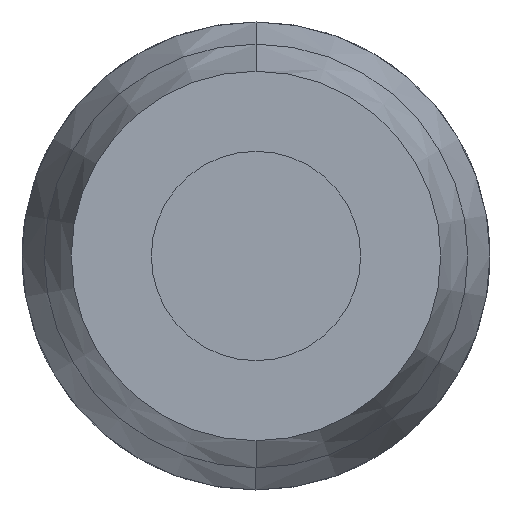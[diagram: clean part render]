
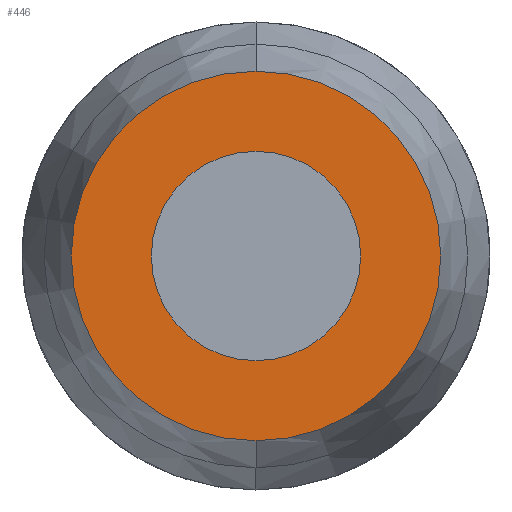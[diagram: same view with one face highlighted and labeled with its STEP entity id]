
A CAD part, front view. The second image highlights one B-rep face of the part: STEP entity #446.
In plain terms, the highlighted planar face has unit normal (0, -1, 0).
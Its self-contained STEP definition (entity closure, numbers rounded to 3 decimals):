
#269 = VERTEX_POINT ( 'NONE', #6125 ) ;
#434 = DIRECTION ( 'NONE',  ( 0., -1., 0. ) ) ;
#446 = ADVANCED_FACE ( 'NONE', ( #3882, #2499 ), #3784, .T. ) ;
#452 = DIRECTION ( 'NONE',  ( 0., 0., -1. ) ) ;
#874 = CARTESIAN_POINT ( 'NONE',  ( 0., -43., 0. ) ) ;
#1158 = DIRECTION ( 'NONE',  ( 0., 0., -1. ) ) ;
#1337 = ORIENTED_EDGE ( 'NONE', *, *, #3654, .F. ) ;
#1404 = DIRECTION ( 'NONE',  ( 0., 0., -1. ) ) ;
#2189 = DIRECTION ( 'NONE',  ( 0., 0., 1. ) ) ;
#2403 = CIRCLE ( 'NONE', #5896, 7.5 ) ;
#2481 = DIRECTION ( 'NONE',  ( 0., 1., 0. ) ) ;
#2499 = FACE_BOUND ( 'NONE', #5877, .T. ) ;
#2721 = VERTEX_POINT ( 'NONE', #4208 ) ;
#3391 = EDGE_CURVE ( 'NONE', #2721, #4841, #5279, .T. ) ;
#3394 = CARTESIAN_POINT ( 'NONE',  ( 0., -43., 0. ) ) ;
#3478 = ORIENTED_EDGE ( 'NONE', *, *, #3391, .F. ) ;
#3541 = AXIS2_PLACEMENT_3D ( 'NONE', #3394, #434, #452 ) ;
#3654 = EDGE_CURVE ( 'NONE', #269, #6354, #6265, .T. ) ;
#3784 = PLANE ( 'NONE',  #4593 ) ;
#3825 = DIRECTION ( 'NONE',  ( 0., -1., 0. ) ) ;
#3882 = FACE_OUTER_BOUND ( 'NONE', #6307, .T. ) ;
#3998 = CARTESIAN_POINT ( 'NONE',  ( 0., -43., -4.25 ) ) ;
#4017 = DIRECTION ( 'NONE',  ( 0., 0., 1. ) ) ;
#4208 = CARTESIAN_POINT ( 'NONE',  ( 0., -43., -7.5 ) ) ;
#4436 = ORIENTED_EDGE ( 'NONE', *, *, #5123, .F. ) ;
#4593 = AXIS2_PLACEMENT_3D ( 'NONE', #874, #3825, #1404 ) ;
#4620 = CARTESIAN_POINT ( 'NONE',  ( 0., -43., 0. ) ) ;
#4796 = AXIS2_PLACEMENT_3D ( 'NONE', #6018, #5499, #1158 ) ;
#4831 = ORIENTED_EDGE ( 'NONE', *, *, #5462, .F. ) ;
#4841 = VERTEX_POINT ( 'NONE', #5627 ) ;
#5123 = EDGE_CURVE ( 'NONE', #6354, #269, #5763, .T. ) ;
#5279 = CIRCLE ( 'NONE', #5982, 7.5 ) ;
#5462 = EDGE_CURVE ( 'NONE', #4841, #2721, #2403, .T. ) ;
#5499 = DIRECTION ( 'NONE',  ( 0., -1., 0. ) ) ;
#5609 = DIRECTION ( 'NONE',  ( 0., 1., 0. ) ) ;
#5627 = CARTESIAN_POINT ( 'NONE',  ( 0., -43., 7.5 ) ) ;
#5763 = CIRCLE ( 'NONE', #4796, 4.25 ) ;
#5877 = EDGE_LOOP ( 'NONE', ( #1337, #4436 ) ) ;
#5896 = AXIS2_PLACEMENT_3D ( 'NONE', #5906, #2481, #4017 ) ;
#5906 = CARTESIAN_POINT ( 'NONE',  ( 0., -43., 0. ) ) ;
#5982 = AXIS2_PLACEMENT_3D ( 'NONE', #4620, #5609, #2189 ) ;
#6018 = CARTESIAN_POINT ( 'NONE',  ( 0., -43., 0. ) ) ;
#6125 = CARTESIAN_POINT ( 'NONE',  ( 0., -43., 4.25 ) ) ;
#6265 = CIRCLE ( 'NONE', #3541, 4.25 ) ;
#6307 = EDGE_LOOP ( 'NONE', ( #4831, #3478 ) ) ;
#6354 = VERTEX_POINT ( 'NONE', #3998 ) ;
